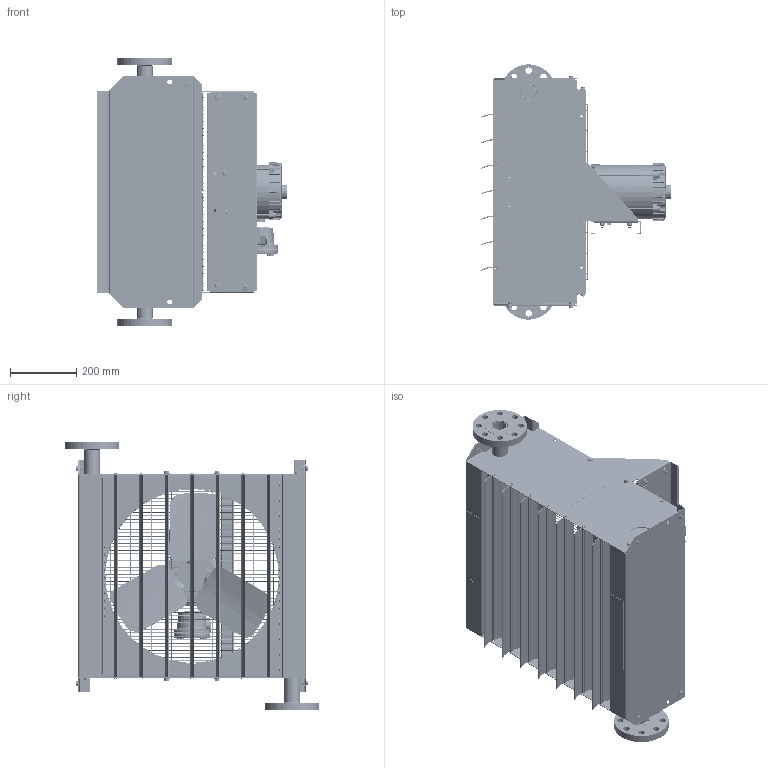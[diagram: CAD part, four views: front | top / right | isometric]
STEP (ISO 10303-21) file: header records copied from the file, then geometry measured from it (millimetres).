
FILE_DESCRIPTION (( 'STEP AP214' ), '1' );
FILE_NAME ('HHP2-20-GA-Class 3000 8 bolt flange.STEP', '2018-02-13T21:28:50', ( 'jose' ), ( 'Microsoft' ), 'SwSTEP 2.0', 'SolidWorks 2018', '' );
FILE_SCHEMA (( 'AUTOMOTIVE_DESIGN' ));
Length unit declared in the file: inch
Products named in the file (1): HHP2-20-GA-Class 3000 8 bolt flange
Bounding box: 572.61 x 770.1 x 811.66 mm (x, y, z)
Surface area: 5122978.8 mm2 (no closed solid volume)
Topology: 0 solids, 510 shells, 3246 faces, 10804 edges, 7646 vertices
Faces by surface type: cylinder 1244, plane 972, torus 507, cone 417, bspline 100, sphere 6
Entity records: 176119 total; most frequent: CARTESIAN_POINT 42166, DIRECTION 19913, ORIENTED_EDGE 16303, EDGE_CURVE 10802, AXIS2_PLACEMENT_3D 7946, VERTEX_POINT 7646, CIRCLE 4799, VECTOR 4021
